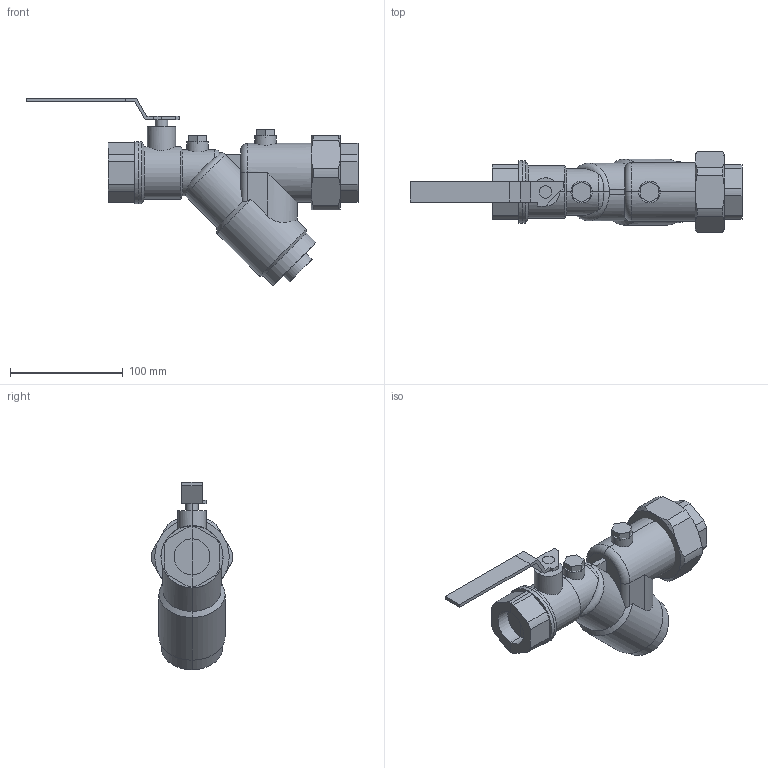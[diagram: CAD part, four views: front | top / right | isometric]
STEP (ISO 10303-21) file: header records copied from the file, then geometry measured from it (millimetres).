
FILE_DESCRIPTION(/* description */ (''),/* implementation_level */ '2;1');
FILE_NAME(/* name */ '121171.stp',/* time_stamp */ '2016-07-27T08:59:49+02:00',/* author */ ('UFFTEC'),/* organization */ (''),/* preprocessor_version */ 'ST-DEVELOPER v15.2',/* originating_system */ 'Autodesk Inventor 2014',/* authorisation */ '');
FILE_SCHEMA (('AUTOMOTIVE_DESIGN { 1 0 10303 214 3 1 1 }'));
Length unit declared in the file: millimetre
Products named in the file (9): Parte316; Parte318; Parte320; Parte322; Parte324; Parte326; Parte328; Parte330; Assieme12
Bounding box: 294 x 71.95 x 166 mm (x, y, z)
Volume: 747227.3 mm3; surface area: 85450.6 mm2
Topology: 8 solids, 8 shells, 172 faces, 406 edges, 252 vertices
Faces by surface type: plane 87, cylinder 55, cone 24, torus 6
Entity records: 5461 total; most frequent: CARTESIAN_POINT 1398, DIRECTION 837, ORIENTED_EDGE 812, EDGE_CURVE 406, AXIS2_PLACEMENT_3D 305, VERTEX_POINT 252, LINE 227, VECTOR 227
